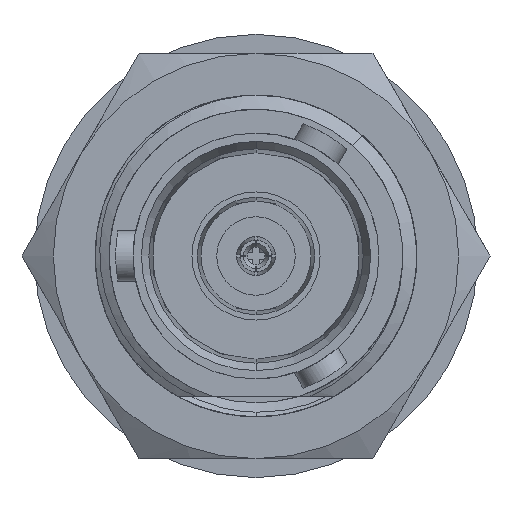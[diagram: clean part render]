
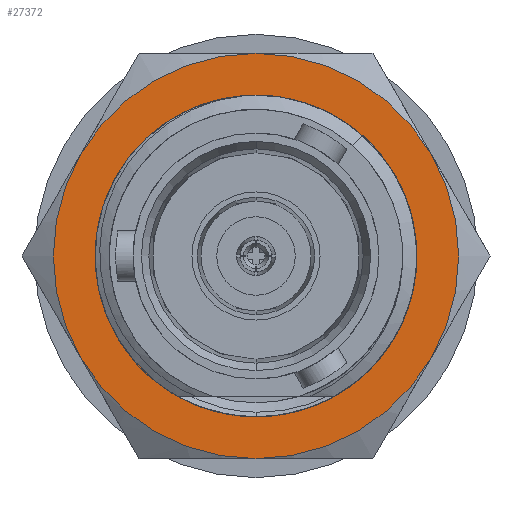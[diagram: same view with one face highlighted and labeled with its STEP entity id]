
A CAD part, left-side view. The second image highlights one B-rep face of the part: STEP entity #27372.
In plain terms, the highlighted face is planar.
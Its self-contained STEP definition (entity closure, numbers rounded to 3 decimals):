
#382 = EDGE_CURVE ( 'NONE', #18472, #15500, #8887, .T. ) ;
#1332 = DIRECTION ( 'NONE',  ( -1., 0., 0. ) ) ;
#1356 = AXIS2_PLACEMENT_3D ( 'NONE', #17766, #12897, #17221 ) ;
#1615 = CARTESIAN_POINT ( 'NONE',  ( 1.25, 6.928, 4. ) ) ;
#1833 = CIRCLE ( 'NONE', #13377, 6.35 ) ;
#1905 = ORIENTED_EDGE ( 'NONE', *, *, #382, .F. ) ;
#1924 = EDGE_CURVE ( 'NONE', #10360, #13279, #11569, .T. ) ;
#2043 = EDGE_CURVE ( 'NONE', #24388, #10347, #13785, .T. ) ;
#2155 = FACE_BOUND ( 'NONE', #12192, .T. ) ;
#2319 = CIRCLE ( 'NONE', #20978, 8. ) ;
#2398 = VERTEX_POINT ( 'NONE', #19334 ) ;
#2621 = CARTESIAN_POINT ( 'NONE',  ( 1.25, -5.675, -2.889 ) ) ;
#2760 = CARTESIAN_POINT ( 'NONE',  ( 1.25, -6.338, 0.383 ) ) ;
#2851 = CARTESIAN_POINT ( 'NONE',  ( 1.25, 0., 8. ) ) ;
#2896 = CARTESIAN_POINT ( 'NONE',  ( 1.25, -4.184, -4.776 ) ) ;
#4078 = DIRECTION ( 'NONE',  ( 1., 0., 0. ) ) ;
#4106 = AXIS2_PLACEMENT_3D ( 'NONE', #12632, #14725, #21433 ) ;
#4517 = DIRECTION ( 'NONE',  ( -1., 0., 0. ) ) ;
#4540 = CARTESIAN_POINT ( 'NONE',  ( 1.25, 0., 0. ) ) ;
#4601 = EDGE_CURVE ( 'NONE', #15500, #2398, #2319, .T. ) ;
#5526 = AXIS2_PLACEMENT_3D ( 'NONE', #18837, #4078, #14508 ) ;
#5581 = ORIENTED_EDGE ( 'NONE', *, *, #14481, .T. ) ;
#6087 = CARTESIAN_POINT ( 'NONE',  ( 1.25, 0., 0. ) ) ;
#6302 = PLANE ( 'NONE',  #5526 ) ;
#6835 = EDGE_CURVE ( 'NONE', #25781, #12137, #20573, .T. ) ;
#7077 = CARTESIAN_POINT ( 'NONE',  ( 1.25, -6.928, 4. ) ) ;
#8307 = ORIENTED_EDGE ( 'NONE', *, *, #18898, .T. ) ;
#8344 = DIRECTION ( 'NONE',  ( -1., 0., 0. ) ) ;
#8786 = ORIENTED_EDGE ( 'NONE', *, *, #2043, .T. ) ;
#8887 = CIRCLE ( 'NONE', #25313, 8. ) ;
#9115 = CARTESIAN_POINT ( 'NONE',  ( 1.25, 0., 0. ) ) ;
#9348 = AXIS2_PLACEMENT_3D ( 'NONE', #9115, #21647, #12999 ) ;
#10062 = EDGE_CURVE ( 'NONE', #17865, #25781, #19316, .T. ) ;
#10347 = VERTEX_POINT ( 'NONE', #18617 ) ;
#10360 = VERTEX_POINT ( 'NONE', #18762 ) ;
#10748 = AXIS2_PLACEMENT_3D ( 'NONE', #24466, #17423, #25906 ) ;
#11093 = CARTESIAN_POINT ( 'NONE',  ( 1.25, -6.168, -1.528 ) ) ;
#11569 = CIRCLE ( 'NONE', #27112, 6.35 ) ;
#11573 = EDGE_LOOP ( 'NONE', ( #19863, #1905, #26903, #23132, #24658, #27057 ) ) ;
#11632 = CARTESIAN_POINT ( 'NONE',  ( 1.25, 6.928, -4. ) ) ;
#11714 = ORIENTED_EDGE ( 'NONE', *, *, #1924, .T. ) ;
#12137 = VERTEX_POINT ( 'NONE', #1615 ) ;
#12192 = EDGE_LOOP ( 'NONE', ( #5581, #11714, #8307, #8786 ) ) ;
#12484 = DIRECTION ( 'NONE',  ( -1., 0., 0. ) ) ;
#12632 = CARTESIAN_POINT ( 'NONE',  ( 1.25, 0., 0. ) ) ;
#12897 = DIRECTION ( 'NONE',  ( -1., 0., 0. ) ) ;
#12990 = DIRECTION ( 'NONE',  ( -1., 0., 0. ) ) ;
#12998 = DIRECTION ( 'NONE',  ( 0., 0., 1. ) ) ;
#12999 = DIRECTION ( 'NONE',  ( 0., 0., 1. ) ) ;
#13279 = VERTEX_POINT ( 'NONE', #27468 ) ;
#13377 = AXIS2_PLACEMENT_3D ( 'NONE', #23448, #4517, #12998 ) ;
#13450 = CARTESIAN_POINT ( 'NONE',  ( 1.25, -6.034, -1.992 ) ) ;
#13772 = CIRCLE ( 'NONE', #9348, 8. ) ;
#13785 = CIRCLE ( 'NONE', #1356, 6.35 ) ;
#14373 = DIRECTION ( 'NONE',  ( 0., 0., 1. ) ) ;
#14481 = EDGE_CURVE ( 'NONE', #10347, #10360, #26076, .T. ) ;
#14508 = DIRECTION ( 'NONE',  ( 0., 0., -1. ) ) ;
#14725 = DIRECTION ( 'NONE',  ( -1., 0., 0. ) ) ;
#15500 = VERTEX_POINT ( 'NONE', #27096 ) ;
#15529 = CARTESIAN_POINT ( 'NONE',  ( 1.25, -4.55, -4.456 ) ) ;
#17010 = FACE_OUTER_BOUND ( 'NONE', #11573, .T. ) ;
#17221 = DIRECTION ( 'NONE',  ( 0., 0., 1. ) ) ;
#17423 = DIRECTION ( 'NONE',  ( -1., 0., 0. ) ) ;
#17766 = CARTESIAN_POINT ( 'NONE',  ( 1.25, 0., 0. ) ) ;
#17865 = VERTEX_POINT ( 'NONE', #7077 ) ;
#17976 = AXIS2_PLACEMENT_3D ( 'NONE', #24826, #1332, #14373 ) ;
#18472 = VERTEX_POINT ( 'NONE', #11632 ) ;
#18617 = CARTESIAN_POINT ( 'NONE',  ( 1.25, -4.184, -4.776 ) ) ;
#18762 = CARTESIAN_POINT ( 'NONE',  ( 1.25, -6.338, 0.383 ) ) ;
#18837 = CARTESIAN_POINT ( 'NONE',  ( 1.25, 0., 0. ) ) ;
#18898 = EDGE_CURVE ( 'NONE', #13279, #24388, #1833, .T. ) ;
#19316 = CIRCLE ( 'NONE', #17976, 8. ) ;
#19334 = CARTESIAN_POINT ( 'NONE',  ( 1.25, -6.928, -4. ) ) ;
#19452 = CARTESIAN_POINT ( 'NONE',  ( 1.25, -5.953, -2.222 ) ) ;
#19587 = CARTESIAN_POINT ( 'NONE',  ( 1.25, -5.442, -3.308 ) ) ;
#19680 = CIRCLE ( 'NONE', #4106, 8. ) ;
#19863 = ORIENTED_EDGE ( 'NONE', *, *, #4601, .F. ) ;
#20573 = CIRCLE ( 'NONE', #10748, 8. ) ;
#20978 = AXIS2_PLACEMENT_3D ( 'NONE', #25177, #8344, #25730 ) ;
#21433 = DIRECTION ( 'NONE',  ( 0., 0., 1. ) ) ;
#21647 = DIRECTION ( 'NONE',  ( -1., 0., 0. ) ) ;
#21682 = CARTESIAN_POINT ( 'NONE',  ( 1.25, -4.878, -4.094 ) ) ;
#21813 = CARTESIAN_POINT ( 'NONE',  ( 1.25, -6.368, -0.102 ) ) ;
#22373 = EDGE_CURVE ( 'NONE', #2398, #17865, #19680, .T. ) ;
#23132 = ORIENTED_EDGE ( 'NONE', *, *, #6835, .F. ) ;
#23448 = CARTESIAN_POINT ( 'NONE',  ( 1.25, 0., 0. ) ) ;
#24140 = EDGE_CURVE ( 'NONE', #12137, #18472, #13772, .T. ) ;
#24166 = CARTESIAN_POINT ( 'NONE',  ( 1.25, -6.221, -1.294 ) ) ;
#24388 = VERTEX_POINT ( 'NONE', #24806 ) ;
#24466 = CARTESIAN_POINT ( 'NONE',  ( 1.25, 0., 0. ) ) ;
#24658 = ORIENTED_EDGE ( 'NONE', *, *, #10062, .F. ) ;
#24806 = CARTESIAN_POINT ( 'NONE',  ( 1.25, 0., -6.35 ) ) ;
#24826 = CARTESIAN_POINT ( 'NONE',  ( 1.25, 0., 0. ) ) ;
#25177 = CARTESIAN_POINT ( 'NONE',  ( 1.25, 0., 0. ) ) ;
#25313 = AXIS2_PLACEMENT_3D ( 'NONE', #4540, #12990, #25521 ) ;
#25521 = DIRECTION ( 'NONE',  ( 0., 0., 1. ) ) ;
#25702 = CARTESIAN_POINT ( 'NONE',  ( 1.25, -6.341, -0.586 ) ) ;
#25730 = DIRECTION ( 'NONE',  ( 0., 0., 1. ) ) ;
#25781 = VERTEX_POINT ( 'NONE', #2851 ) ;
#25906 = DIRECTION ( 'NONE',  ( 0., 0., 1. ) ) ;
#26076 = B_SPLINE_CURVE_WITH_KNOTS ( 'NONE', 3,
 ( #2896, #15529, #21682, #19587, #2621, #19452, #13450, #11093, #24166, #25702, #21813, #2760 ),
 .UNSPECIFIED., .F., .F.,
 ( 4, 2, 2, 2, 2, 4 ),
 ( 0., 0.001, 0.003, 0.004, 0.004, 0.006 ),
 .UNSPECIFIED. ) ;
#26903 = ORIENTED_EDGE ( 'NONE', *, *, #24140, .F. ) ;
#27057 = ORIENTED_EDGE ( 'NONE', *, *, #22373, .F. ) ;
#27096 = CARTESIAN_POINT ( 'NONE',  ( 1.25, 0., -8. ) ) ;
#27100 = DIRECTION ( 'NONE',  ( 0., 0., 1. ) ) ;
#27112 = AXIS2_PLACEMENT_3D ( 'NONE', #6087, #12484, #27100 ) ;
#27372 = ADVANCED_FACE ( 'NONE', ( #2155, #17010 ), #6302, .T. ) ;
#27468 = CARTESIAN_POINT ( 'NONE',  ( 1.25, 0., 6.35 ) ) ;
